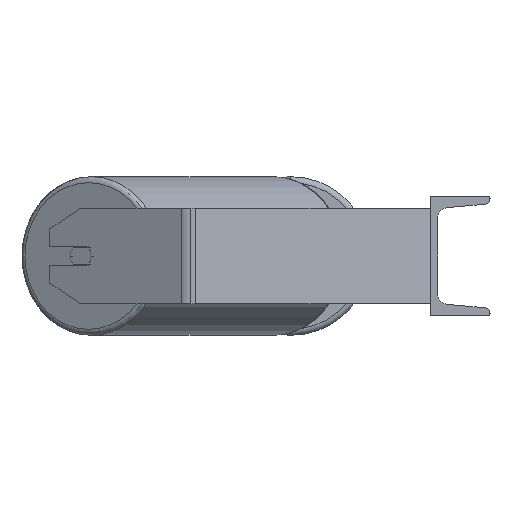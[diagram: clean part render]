
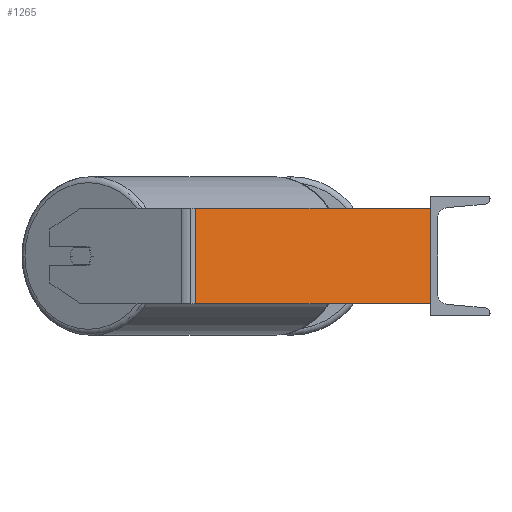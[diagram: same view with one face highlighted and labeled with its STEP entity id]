
A CAD part, left-side view. The second image highlights one B-rep face of the part: STEP entity #1265.
In plain terms, the highlighted planar face has unit normal (-0.966, -0.259, 0).
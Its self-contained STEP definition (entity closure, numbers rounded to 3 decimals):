
#228 = EDGE_CURVE ( 'NONE', #5013, #6253, #5897, .T. ) ;
#588 = CARTESIAN_POINT ( 'NONE',  ( -539.427, 203.124, 40. ) ) ;
#746 = DIRECTION ( 'NONE',  ( 0.966, 0.259, 0. ) ) ;
#774 = CARTESIAN_POINT ( 'NONE',  ( -485., 0., -40. ) ) ;
#873 = CARTESIAN_POINT ( 'NONE',  ( -537.712, 196.723, -40. ) ) ;
#1012 = VERTEX_POINT ( 'NONE', #774 ) ;
#1265 = ADVANCED_FACE ( 'NONE', ( #5618 ), #7984, .F. ) ;
#1438 = LINE ( 'NONE', #3428, #3617 ) ;
#1632 = LINE ( 'NONE', #5059, #5074 ) ;
#1731 = DIRECTION ( 'NONE',  ( 0., 0., -1. ) ) ;
#1923 = ORIENTED_EDGE ( 'NONE', *, *, #6413, .T. ) ;
#2293 = ORIENTED_EDGE ( 'NONE', *, *, #6310, .F. ) ;
#2722 = DIRECTION ( 'NONE',  ( 0.259, -0.966, 0. ) ) ;
#3049 = EDGE_LOOP ( 'NONE', ( #1923, #8270, #2293, #4921 ) ) ;
#3311 = AXIS2_PLACEMENT_3D ( 'NONE', #8493, #746, #7139 ) ;
#3428 = CARTESIAN_POINT ( 'NONE',  ( -485., 0., 40. ) ) ;
#3617 = VECTOR ( 'NONE', #6330, 1000. ) ;
#4195 = VECTOR ( 'NONE', #1731, 1000. ) ;
#4363 = DIRECTION ( 'NONE',  ( 0.259, -0.966, 0. ) ) ;
#4921 = ORIENTED_EDGE ( 'NONE', *, *, #228, .T. ) ;
#5013 = VERTEX_POINT ( 'NONE', #7335 ) ;
#5059 = CARTESIAN_POINT ( 'NONE',  ( -539.427, 203.124, -40. ) ) ;
#5074 = VECTOR ( 'NONE', #4363, 1000. ) ;
#5618 = FACE_OUTER_BOUND ( 'NONE', #3049, .T. ) ;
#5897 = LINE ( 'NONE', #8033, #4195 ) ;
#5908 = VERTEX_POINT ( 'NONE', #8578 ) ;
#6253 = VERTEX_POINT ( 'NONE', #873 ) ;
#6303 = EDGE_CURVE ( 'NONE', #5908, #1012, #1438, .T. ) ;
#6310 = EDGE_CURVE ( 'NONE', #5013, #5908, #7615, .T. ) ;
#6330 = DIRECTION ( 'NONE',  ( 0., 0., -1. ) ) ;
#6413 = EDGE_CURVE ( 'NONE', #6253, #1012, #1632, .T. ) ;
#7139 = DIRECTION ( 'NONE',  ( -0.259, 0.966, 0. ) ) ;
#7335 = CARTESIAN_POINT ( 'NONE',  ( -537.712, 196.723, 40. ) ) ;
#7615 = LINE ( 'NONE', #588, #9071 ) ;
#7984 = PLANE ( 'NONE',  #3311 ) ;
#8033 = CARTESIAN_POINT ( 'NONE',  ( -537.712, 196.723, 40. ) ) ;
#8270 = ORIENTED_EDGE ( 'NONE', *, *, #6303, .F. ) ;
#8493 = CARTESIAN_POINT ( 'NONE',  ( -539.427, 203.124, 40. ) ) ;
#8578 = CARTESIAN_POINT ( 'NONE',  ( -485., 0., 40. ) ) ;
#9071 = VECTOR ( 'NONE', #2722, 1000. ) ;
